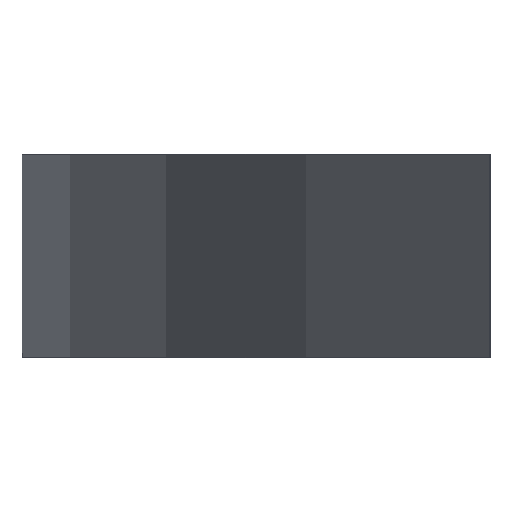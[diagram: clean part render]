
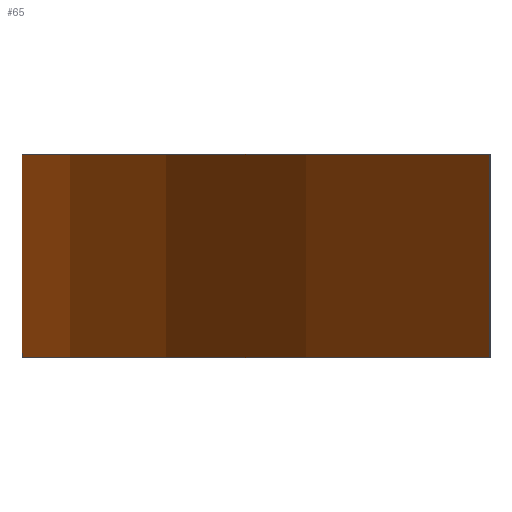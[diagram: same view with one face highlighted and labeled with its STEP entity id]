
A CAD part, left-side view. The second image highlights one B-rep face of the part: STEP entity #65.
In plain terms, the highlighted cylindrical face has radius 38 mm (diameter 76 mm), a partial arc.
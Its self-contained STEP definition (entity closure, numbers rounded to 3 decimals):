
#14=CYLINDRICAL_SURFACE('',#90,38.);
#17=FACE_OUTER_BOUND('',#21,.T.);
#21=EDGE_LOOP('',(#49,#50,#51,#52));
#24=LINE('',#119,#28);
#26=LINE('',#122,#30);
#28=VECTOR('',#102,10.);
#30=VECTOR('',#104,10.);
#31=CIRCLE('',#88,38.);
#32=CIRCLE('',#91,38.);
#33=VERTEX_POINT('',#113);
#34=VERTEX_POINT('',#114);
#35=VERTEX_POINT('',#118);
#36=VERTEX_POINT('',#120);
#37=EDGE_CURVE('',#33,#34,#31,.T.);
#39=EDGE_CURVE('',#35,#34,#24,.T.);
#41=EDGE_CURVE('',#33,#36,#26,.T.);
#42=EDGE_CURVE('',#35,#36,#32,.T.);
#49=ORIENTED_EDGE('',*,*,#41,.T.);
#50=ORIENTED_EDGE('',*,*,#42,.F.);
#51=ORIENTED_EDGE('',*,*,#39,.T.);
#52=ORIENTED_EDGE('',*,*,#37,.F.);
#65=ADVANCED_FACE('',(#17),#14,.T.);
#88=AXIS2_PLACEMENT_3D('',#115,#97,#98);
#90=AXIS2_PLACEMENT_3D('',#123,#105,#106);
#91=AXIS2_PLACEMENT_3D('',#124,#107,#108);
#97=DIRECTION('center_axis',(0.,0.,-1.));
#98=DIRECTION('ref_axis',(0.578,0.816,0.));
#102=DIRECTION('',(0.,0.,-1.));
#104=DIRECTION('',(0.,0.,1.));
#105=DIRECTION('center_axis',(0.,0.,1.));
#106=DIRECTION('ref_axis',(0.578,0.816,0.));
#107=DIRECTION('center_axis',(0.,0.,1.));
#108=DIRECTION('ref_axis',(0.578,0.816,0.));
#113=CARTESIAN_POINT('',(-21.977,0.,-1.5));
#114=CARTESIAN_POINT('',(21.977,0.,-1.5));
#115=CARTESIAN_POINT('Origin',(0.,-31.,-1.5));
#118=CARTESIAN_POINT('',(21.977,0.,1.5));
#119=CARTESIAN_POINT('',(21.977,0.,0.));
#120=CARTESIAN_POINT('',(-21.977,0.,1.5));
#122=CARTESIAN_POINT('',(-21.977,0.,0.));
#123=CARTESIAN_POINT('Origin',(0.,-31.,0.));
#124=CARTESIAN_POINT('Origin',(0.,-31.,1.5));
